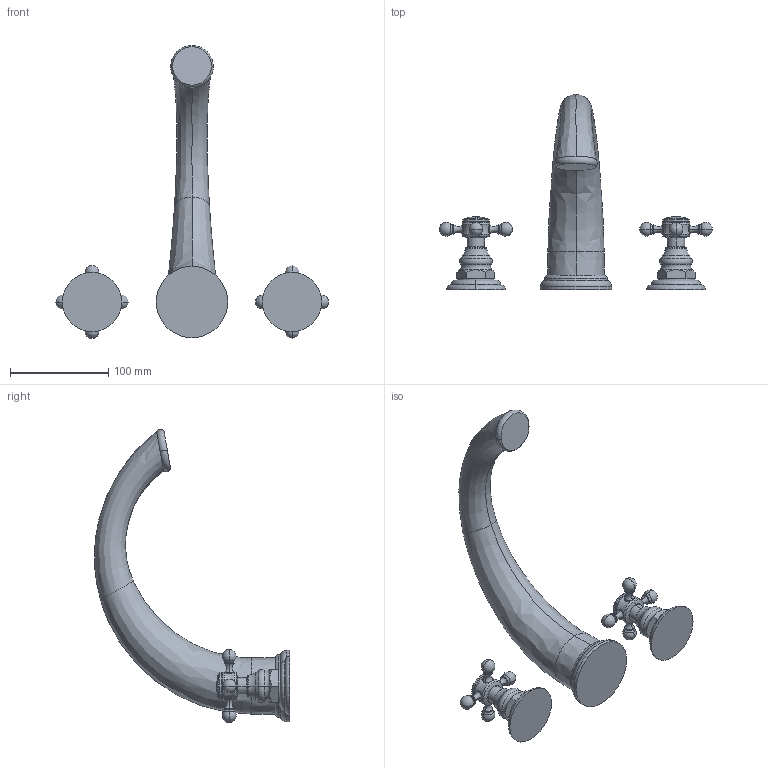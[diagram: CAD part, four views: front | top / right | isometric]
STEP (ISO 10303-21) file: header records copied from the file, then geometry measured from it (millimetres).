
FILE_DESCRIPTION((''),'2;1');
FILE_NAME('3-896','2021-03-16T10:20:34',('jinson.thomas'),(''),'CREO PARAMETRIC BY PTC INC, 2018400','CREO PARAMETRIC BY PTC INC, 2018400','');
FILE_SCHEMA(('CONFIG_CONTROL_DESIGN'));
Length unit declared in the file: inch
Products named in the file (1): 3-896
Bounding box: 277.24 x 198.07 x 297.49 mm (x, y, z)
Volume: 729781.8 mm3; surface area: 90417.7 mm2
Topology: 3 solids, 3 shells, 427 faces, 978 edges, 569 vertices
Faces by surface type: plane 125, torus 108, cylinder 96, cone 44, sphere 32, bspline 14, extrusion 8
Entity records: 14686 total; most frequent: CARTESIAN_POINT 5033, DIRECTION 2198, ORIENTED_EDGE 1916, AXIS2_PLACEMENT_3D 968, EDGE_CURVE 958, VERTEX_POINT 569, CIRCLE 563, EDGE_LOOP 459
